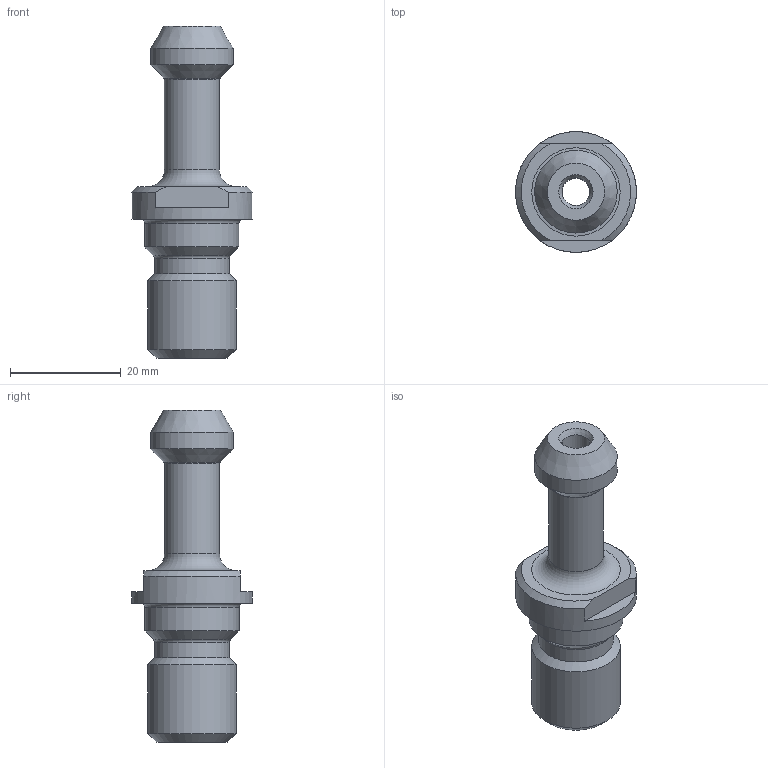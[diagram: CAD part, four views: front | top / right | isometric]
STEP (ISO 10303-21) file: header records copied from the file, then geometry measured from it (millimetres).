
FILE_DESCRIPTION(/* description */ (''),/* implementation_level */ '2;1');
FILE_NAME(/* name */ '1519721965938.stp',/* time_stamp */ '2018-02-27T09:59:40+01:00',/* author */ (''),/* organization */ ('SMS'),/* preprocessor_version */ 'ST-DEVELOPER v15',/* originating_system */ 'SIEMENS PLM Software NX 8.5',/* authorisation */ '');
FILE_SCHEMA (('AUTOMOTIVE_DESIGN { 1 0 10303 214 3 1 1 1 }'));
Length unit declared in the file: millimetre
Products named in the file (1): ps-b40c-45-002
Bounding box: 21.81 x 21.84 x 59.99 mm (x, y, z)
Volume: 8285.4 mm3; surface area: 4405.9 mm2
Topology: 1 solids, 1 shells, 32 faces, 66 edges, 42 vertices
Faces by surface type: cone 11, plane 9, cylinder 8, torus 4
Full cylindrical faces by diameter (mm): 5.004 x1, 7.544 x1, 9.931 x1, 13.462 x1, 14.935 x1, 16 x1, 16.993 x1, 21.844 x1
Entity records: 788 total; most frequent: DIRECTION 142, CARTESIAN_POINT 127, ORIENTED_EDGE 86, AXIS2_PLACEMENT_3D 67, EDGE_LOOP 58, FACE_BOUND 52, EDGE_CURVE 43, VERTEX_POINT 37
